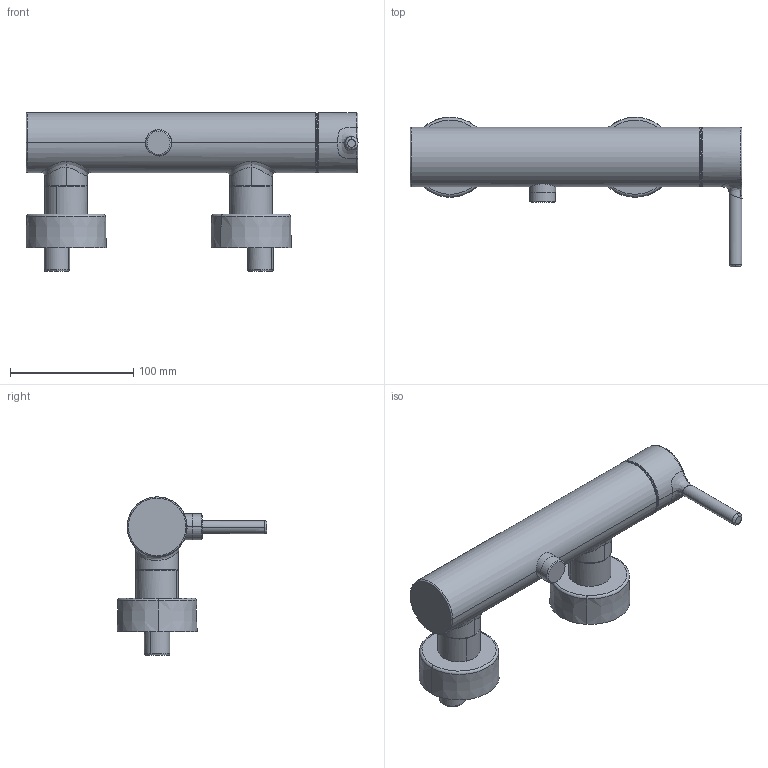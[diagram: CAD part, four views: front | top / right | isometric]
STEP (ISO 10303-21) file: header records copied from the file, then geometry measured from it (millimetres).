
FILE_DESCRIPTION (( 'STEP AP203' ), '1' );
FILE_NAME ('2660HU(2022)+54450107(2022).STEP', '2022-02-24T04:51:41', ( '' ), ( '' ), 'SwSTEP 2.0', 'SolidWorks 2016', '' );
FILE_SCHEMA (( 'CONFIG_CONTROL_DESIGN' ));
Length unit declared in the file: millimetre
Products named in the file (1): 2660HU(2022)+54450107(2022)
Bounding box: 269.15 x 121.51 x 128.3 mm (x, y, z)
Volume: 646303.3 mm3; surface area: 98717.4 mm2
Topology: 1 solids, 1 shells, 289 faces, 694 edges, 415 vertices
Faces by surface type: bspline 96, cylinder 92, plane 62, torus 20, cone 10, sphere 9
Entity records: 18146 total; most frequent: CARTESIAN_POINT 12237, ORIENTED_EDGE 1368, DIRECTION 956, EDGE_CURVE 684, VERTEX_POINT 414, AXIS2_PLACEMENT_3D 394, EDGE_LOOP 314, FACE_OUTER_BOUND 289
